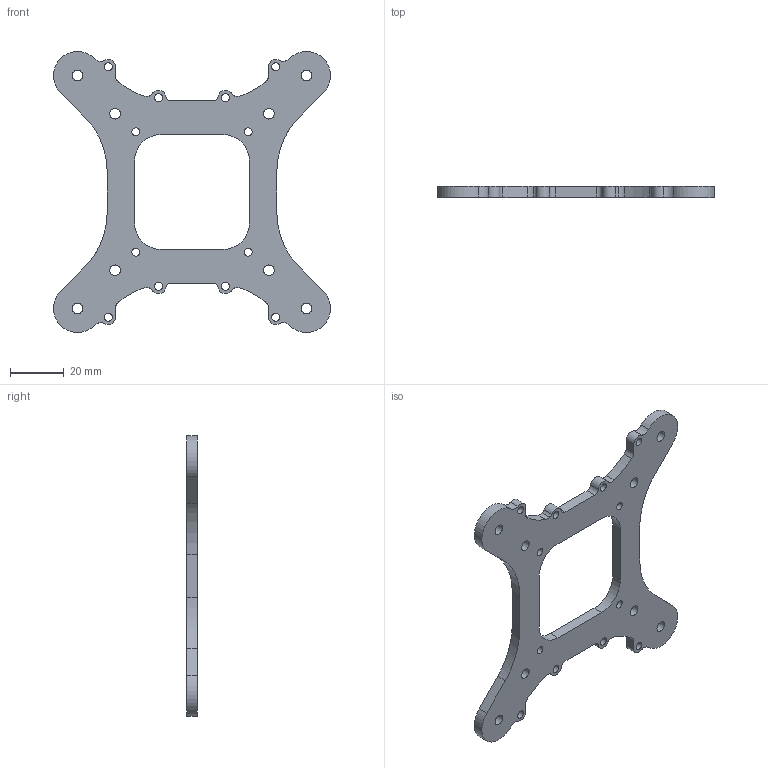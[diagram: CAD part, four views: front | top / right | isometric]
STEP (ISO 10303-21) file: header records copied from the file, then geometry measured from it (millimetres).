
FILE_DESCRIPTION(/* description */ (''),/* implementation_level */ '2;1');
FILE_NAME(/* name */ 'Top Plate 4mm Carbon.step',/* time_stamp */ '2025-07-31T19:08:16-04:00',/* author */ (''),/* organization */ (''),/* preprocessor_version */ 'ST-DEVELOPER v20.1',/* originating_system */ 'Autodesk Translation Framework v14.10.0.0',/* authorisation */ '');
FILE_SCHEMA (('AUTOMOTIVE_DESIGN { 1 0 10303 214 3 1 1 }'));
Length unit declared in the file: millimetre
Products named in the file (1): Top Plate 4mm Carbon
Bounding box: 103.48 x 4 x 104.96 mm (x, y, z)
Volume: 18343.9 mm3; surface area: 12548.4 mm2
Topology: 1 solids, 1 shells, 82 faces, 240 edges, 160 vertices
Faces by surface type: cylinder 44, bspline 20, plane 18
Full cylindrical faces by diameter (mm): 3 x12, 4 x8
Entity records: 3377 total; most frequent: CARTESIAN_POINT 1191, ORIENTED_EDGE 480, DIRECTION 414, EDGE_CURVE 240, VERTEX_POINT 160, AXIS2_PLACEMENT_3D 151, EDGE_LOOP 124, LINE 112
